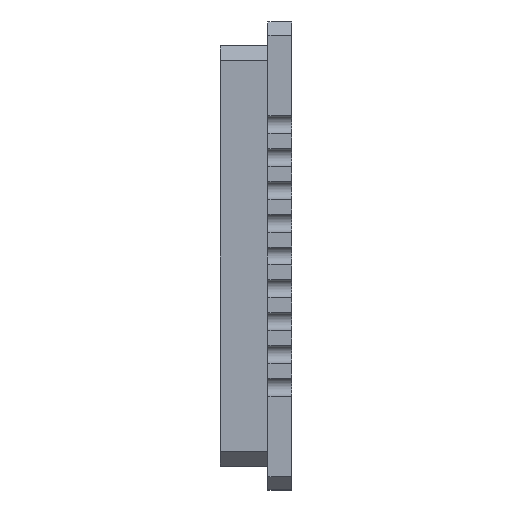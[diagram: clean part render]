
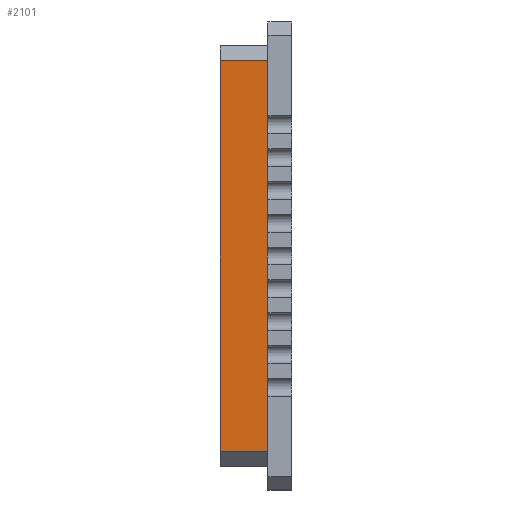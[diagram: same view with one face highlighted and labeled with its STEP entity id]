
A CAD part, left-side view. The second image highlights one B-rep face of the part: STEP entity #2101.
In plain terms, the highlighted planar face has unit normal (-1, 0, 0).
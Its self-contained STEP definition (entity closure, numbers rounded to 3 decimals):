
#86=PLANE('',#2317);
#190=FACE_OUTER_BOUND('',#294,.T.);
#294=EDGE_LOOP('',(#1894,#1895,#1896,#1897));
#499=LINE('',#3506,#715);
#508=LINE('',#3523,#724);
#509=LINE('',#3526,#725);
#510=LINE('',#3527,#726);
#715=VECTOR('',#2893,10.);
#724=VECTOR('',#2908,10.);
#725=VECTOR('',#2911,10.);
#726=VECTOR('',#2912,10.);
#1005=VERTEX_POINT('',#3503);
#1006=VERTEX_POINT('',#3505);
#1011=VERTEX_POINT('',#3521);
#1012=VERTEX_POINT('',#3525);
#1299=EDGE_CURVE('',#1005,#1006,#499,.T.);
#1308=EDGE_CURVE('',#1006,#1011,#508,.T.);
#1309=EDGE_CURVE('',#1012,#1005,#509,.T.);
#1310=EDGE_CURVE('',#1011,#1012,#510,.T.);
#1894=ORIENTED_EDGE('',*,*,#1308,.F.);
#1895=ORIENTED_EDGE('',*,*,#1299,.F.);
#1896=ORIENTED_EDGE('',*,*,#1309,.F.);
#1897=ORIENTED_EDGE('',*,*,#1310,.F.);
#2101=ADVANCED_FACE('',(#190),#86,.T.);
#2317=AXIS2_PLACEMENT_3D('',#3524,#2909,#2910);
#2893=DIRECTION('',(0.,0.,-1.));
#2908=DIRECTION('',(0.,1.,0.));
#2909=DIRECTION('center_axis',(-1.,0.,0.));
#2910=DIRECTION('ref_axis',(0.,0.,1.));
#2911=DIRECTION('',(0.,-1.,0.));
#2912=DIRECTION('',(0.,0.,1.));
#3503=CARTESIAN_POINT('',(0.8,0.8,14.4));
#3505=CARTESIAN_POINT('',(0.8,0.8,1.3));
#3506=CARTESIAN_POINT('',(0.8,0.8,14.9));
#3521=CARTESIAN_POINT('',(0.8,2.4,1.3));
#3523=CARTESIAN_POINT('',(0.8,0.8,1.3));
#3524=CARTESIAN_POINT('Origin',(0.8,0.8,0.8));
#3525=CARTESIAN_POINT('',(0.8,2.4,14.4));
#3526=CARTESIAN_POINT('',(0.8,0.8,14.4));
#3527=CARTESIAN_POINT('',(0.8,2.4,14.9));
